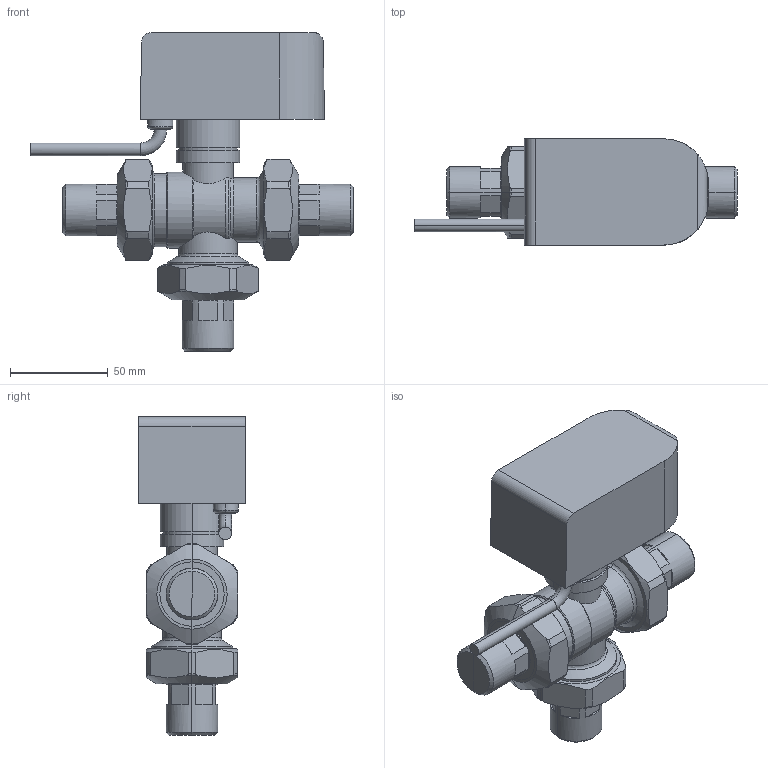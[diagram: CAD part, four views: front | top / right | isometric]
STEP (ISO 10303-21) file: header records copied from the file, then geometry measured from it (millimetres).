
FILE_DESCRIPTION(/* description */ (''),/* implementation_level */ '2;1');
FILE_NAME(/* name */ '644357 (STP).stp',/* time_stamp */ '2017-06-27T09:48:42+02:00',/* author */ ('UFFTEC'),/* organization */ (''),/* preprocessor_version */ 'ST-DEVELOPER v15.2',/* originating_system */ 'Autodesk Inventor 2014',/* authorisation */ '');
FILE_SCHEMA (('AUTOMOTIVE_DESIGN { 1 0 10303 214 3 1 1 }'));
Length unit declared in the file: millimetre
Products named in the file (8): Parte3; Parte5; Parte7; Parte9; Parte11; Parte13; Parte15; Assieme1
Bounding box: 165.31 x 54.5 x 163.5 mm (x, y, z)
Volume: 507593.9 mm3; surface area: 71982.8 mm2
Topology: 8 solids, 8 shells, 270 faces, 614 edges, 379 vertices
Faces by surface type: plane 128, cylinder 72, torus 36, cone 34
Entity records: 8525 total; most frequent: CARTESIAN_POINT 2628, ORIENTED_EDGE 1228, DIRECTION 1146, EDGE_CURVE 614, AXIS2_PLACEMENT_3D 447, VERTEX_POINT 379, EDGE_LOOP 289, FACE_OUTER_BOUND 270
